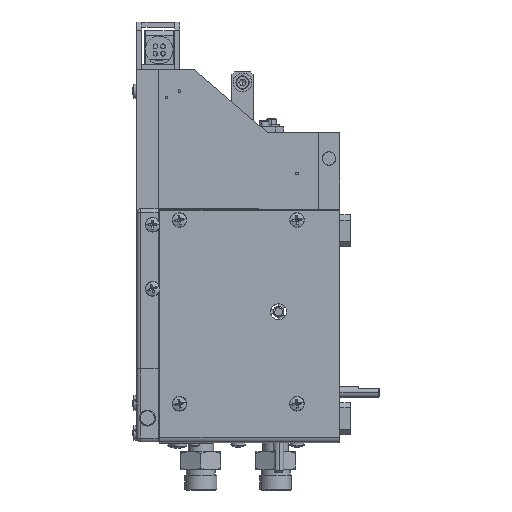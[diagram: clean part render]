
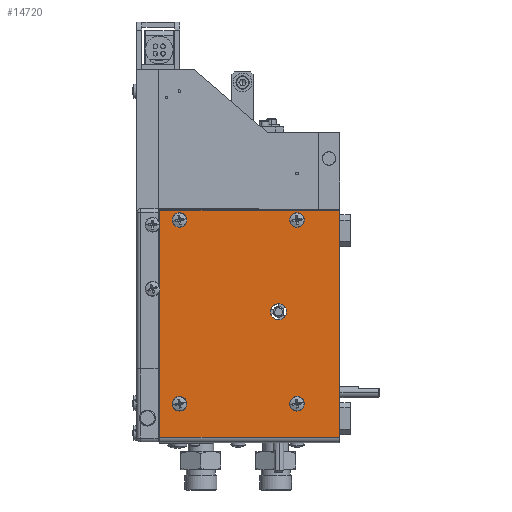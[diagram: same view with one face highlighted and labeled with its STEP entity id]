
A CAD part, left-side view. The second image highlights one B-rep face of the part: STEP entity #14720.
In plain terms, the highlighted planar face has unit normal (-1, 0, 0).
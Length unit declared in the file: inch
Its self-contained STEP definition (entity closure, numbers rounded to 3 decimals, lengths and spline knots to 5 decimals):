
#595 = ORIENTED_EDGE ( 'NONE', *, *, #75892, .T. ) ;
#880 = VECTOR ( 'NONE', #88560, 39.37008 ) ;
#1567 = CARTESIAN_POINT ( 'NONE',  ( -15.6449, 5.9793, -5.08457 ) ) ;
#2193 = ORIENTED_EDGE ( 'NONE', *, *, #59563, .F. ) ;
#2631 = AXIS2_PLACEMENT_3D ( 'NONE', #29027, #28831, #28716 ) ;
#5215 = ORIENTED_EDGE ( 'NONE', *, *, #65663, .F. ) ;
#5306 = ORIENTED_EDGE ( 'NONE', *, *, #60437, .T. ) ;
#5815 = LINE ( 'NONE', #95532, #60859 ) ;
#6875 = VERTEX_POINT ( 'NONE', #65939 ) ;
#7326 = VERTEX_POINT ( 'NONE', #36983 ) ;
#7335 = DIRECTION ( 'NONE',  ( 0., 0., -1. ) ) ;
#7450 = DIRECTION ( 'NONE',  ( 1., 0., 0. ) ) ;
#7535 = CARTESIAN_POINT ( 'NONE',  ( -15.6449, 5.9793, -4.98957 ) ) ;
#7917 = CIRCLE ( 'NONE', #55791, 0.095 ) ;
#7944 = VERTEX_POINT ( 'NONE', #52030 ) ;
#8562 = CARTESIAN_POINT ( 'NONE',  ( -15.6449, 5.9793, -4.89457 ) ) ;
#10595 = DIRECTION ( 'NONE',  ( 0., -1., 0. ) ) ;
#10718 = VERTEX_POINT ( 'NONE', #76380 ) ;
#10729 = CARTESIAN_POINT ( 'NONE',  ( -15.6449, 9.1873, -0.45957 ) ) ;
#11010 = EDGE_LOOP ( 'NONE', ( #95597, #95941 ) ) ;
#11869 = DIRECTION ( 'NONE',  ( 1., 0., 0. ) ) ;
#12630 = AXIS2_PLACEMENT_3D ( 'NONE', #80340, #80225, #80215 ) ;
#12835 = CIRCLE ( 'NONE', #12630, 0.095 ) ;
#14219 = VERTEX_POINT ( 'NONE', #90661 ) ;
#14720 = ADVANCED_FACE ( 'NONE', ( #74360, #73629, #74695, #74251, #73898, #73616 ), #65885, .F. ) ;
#17456 = DIRECTION ( 'NONE',  ( 0., 0., -1. ) ) ;
#17470 = DIRECTION ( 'NONE',  ( 1., 0., 0. ) ) ;
#17672 = CARTESIAN_POINT ( 'NONE',  ( -15.6449, 8.7293, -0.68957 ) ) ;
#17972 = AXIS2_PLACEMENT_3D ( 'NONE', #65263, #65154, #64956 ) ;
#19212 = CARTESIAN_POINT ( 'NONE',  ( -15.6449, 8.7293, -4.89457 ) ) ;
#20952 = LINE ( 'NONE', #88251, #880 ) ;
#21262 = VECTOR ( 'NONE', #38098, 39.37008 ) ;
#21779 = CIRCLE ( 'NONE', #2631, 0.095 ) ;
#22048 = EDGE_LOOP ( 'NONE', ( #84636, #86026 ) ) ;
#22583 = CARTESIAN_POINT ( 'NONE',  ( -15.6449, 4.9873, -0.45957 ) ) ;
#23292 = AXIS2_PLACEMENT_3D ( 'NONE', #49808, #49786, #49283 ) ;
#24669 = CARTESIAN_POINT ( 'NONE',  ( -15.6449, 8.7293, -5.08457 ) ) ;
#26101 = VECTOR ( 'NONE', #10595, 39.37008 ) ;
#26217 = CIRCLE ( 'NONE', #29917, 0.095 ) ;
#28194 = AXIS2_PLACEMENT_3D ( 'NONE', #63771, #63570, #63464 ) ;
#28716 = DIRECTION ( 'NONE',  ( 0., 0., -1. ) ) ;
#28831 = DIRECTION ( 'NONE',  ( 1., 0., 0. ) ) ;
#29027 = CARTESIAN_POINT ( 'NONE',  ( -15.6449, 8.7293, -4.98957 ) ) ;
#29917 = AXIS2_PLACEMENT_3D ( 'NONE', #56574, #11869, #64088 ) ;
#30674 = CIRCLE ( 'NONE', #28194, 0.095 ) ;
#33258 = CARTESIAN_POINT ( 'NONE',  ( -15.6449, 8.7293, -0.59457 ) ) ;
#36983 = CARTESIAN_POINT ( 'NONE',  ( -15.6449, 6.4113, -2.65207 ) ) ;
#37061 = CARTESIAN_POINT ( 'NONE',  ( -15.6449, 9.1873, -5.83957 ) ) ;
#38098 = DIRECTION ( 'NONE',  ( 0., 0., 1. ) ) ;
#38844 = AXIS2_PLACEMENT_3D ( 'NONE', #17672, #17470, #17456 ) ;
#44296 = CARTESIAN_POINT ( 'NONE',  ( -15.6449, 8.7293, -0.78457 ) ) ;
#46049 = CIRCLE ( 'NONE', #54096, 0.095 ) ;
#48462 = EDGE_LOOP ( 'NONE', ( #89367, #90866 ) ) ;
#48725 = VERTEX_POINT ( 'NONE', #54258 ) ;
#48909 = VERTEX_POINT ( 'NONE', #44296 ) ;
#49283 = DIRECTION ( 'NONE',  ( 0., 0., -1. ) ) ;
#49786 = DIRECTION ( 'NONE',  ( 1., 0., 0. ) ) ;
#49801 = EDGE_LOOP ( 'NONE', ( #92609, #94417 ) ) ;
#49808 = CARTESIAN_POINT ( 'NONE',  ( -15.6449, 5.9793, -0.68957 ) ) ;
#49984 = EDGE_LOOP ( 'NONE', ( #87824, #89013 ) ) ;
#51070 = EDGE_LOOP ( 'NONE', ( #595, #2193, #5215, #5306 ) ) ;
#51162 = CIRCLE ( 'NONE', #91999, 0.1875 ) ;
#52030 = CARTESIAN_POINT ( 'NONE',  ( -15.6449, 9.1873, -5.77957 ) ) ;
#54096 = AXIS2_PLACEMENT_3D ( 'NONE', #7535, #7450, #7335 ) ;
#54258 = CARTESIAN_POINT ( 'NONE',  ( -15.6449, 5.9793, -0.78457 ) ) ;
#55791 = AXIS2_PLACEMENT_3D ( 'NONE', #68580, #68560, #68448 ) ;
#56574 = CARTESIAN_POINT ( 'NONE',  ( -15.6449, 5.9793, -4.98957 ) ) ;
#57495 = VERTEX_POINT ( 'NONE', #1567 ) ;
#57939 = EDGE_CURVE ( 'NONE', #7326, #10718, #51162, .T. ) ;
#58970 = DIRECTION ( 'NONE',  ( 0., 0., 1. ) ) ;
#59153 = VERTEX_POINT ( 'NONE', #33258 ) ;
#59343 = VERTEX_POINT ( 'NONE', #24669 ) ;
#59563 = EDGE_CURVE ( 'NONE', #14219, #93162, #82774, .T. ) ;
#60435 = VERTEX_POINT ( 'NONE', #88462 ) ;
#60437 = EDGE_CURVE ( 'NONE', #7944, #6875, #20952, .T. ) ;
#60859 = VECTOR ( 'NONE', #58970, 39.37008 ) ;
#63464 = DIRECTION ( 'NONE',  ( 0., 0., -1. ) ) ;
#63570 = DIRECTION ( 'NONE',  ( 1., 0., 0. ) ) ;
#63771 = CARTESIAN_POINT ( 'NONE',  ( -15.6449, 8.7293, -0.68957 ) ) ;
#64088 = DIRECTION ( 'NONE',  ( 0., 0., -1. ) ) ;
#64956 = DIRECTION ( 'NONE',  ( 0., 0., -1. ) ) ;
#65154 = DIRECTION ( 'NONE',  ( 1., 0., 0. ) ) ;
#65263 = CARTESIAN_POINT ( 'NONE',  ( -15.6449, 9.1873, -5.83957 ) ) ;
#65663 = EDGE_CURVE ( 'NONE', #7944, #14219, #82699, .T. ) ;
#65885 = PLANE ( 'NONE',  #17972 ) ;
#65939 = CARTESIAN_POINT ( 'NONE',  ( -15.6449, 4.9873, -5.77957 ) ) ;
#68241 = VERTEX_POINT ( 'NONE', #19212 ) ;
#68448 = DIRECTION ( 'NONE',  ( 0., 0., -1. ) ) ;
#68560 = DIRECTION ( 'NONE',  ( 1., 0., 0. ) ) ;
#68580 = CARTESIAN_POINT ( 'NONE',  ( -15.6449, 8.7293, -4.98957 ) ) ;
#68922 = VERTEX_POINT ( 'NONE', #8562 ) ;
#71256 = EDGE_CURVE ( 'NONE', #10718, #7326, #80574, .T. ) ;
#71541 = EDGE_CURVE ( 'NONE', #48909, #59153, #30674, .T. ) ;
#72359 = EDGE_CURVE ( 'NONE', #59153, #48909, #75624, .T. ) ;
#72780 = EDGE_CURVE ( 'NONE', #48725, #60435, #90738, .T. ) ;
#73221 = EDGE_CURVE ( 'NONE', #60435, #48725, #12835, .T. ) ;
#73480 = EDGE_CURVE ( 'NONE', #59343, #68241, #7917, .T. ) ;
#73616 = FACE_OUTER_BOUND ( 'NONE', #51070, .T. ) ;
#73629 = FACE_BOUND ( 'NONE', #49984, .T. ) ;
#73898 = FACE_BOUND ( 'NONE', #11010, .T. ) ;
#74159 = EDGE_CURVE ( 'NONE', #68241, #59343, #21779, .T. ) ;
#74251 = FACE_BOUND ( 'NONE', #49801, .T. ) ;
#74360 = FACE_BOUND ( 'NONE', #22048, .T. ) ;
#74580 = EDGE_CURVE ( 'NONE', #57495, #68922, #46049, .T. ) ;
#74695 = FACE_BOUND ( 'NONE', #48462, .T. ) ;
#75327 = EDGE_CURVE ( 'NONE', #68922, #57495, #26217, .T. ) ;
#75624 = CIRCLE ( 'NONE', #38844, 0.095 ) ;
#75892 = EDGE_CURVE ( 'NONE', #6875, #93162, #5815, .T. ) ;
#76056 = DIRECTION ( 'NONE',  ( 0., 0., -1. ) ) ;
#76070 = DIRECTION ( 'NONE',  ( 1., 0., 0. ) ) ;
#76194 = CARTESIAN_POINT ( 'NONE',  ( -15.6449, 6.4113, -2.83957 ) ) ;
#76380 = CARTESIAN_POINT ( 'NONE',  ( -15.6449, 6.4113, -3.02707 ) ) ;
#80215 = DIRECTION ( 'NONE',  ( 0., 0., -1. ) ) ;
#80225 = DIRECTION ( 'NONE',  ( 1., 0., 0. ) ) ;
#80340 = CARTESIAN_POINT ( 'NONE',  ( -15.6449, 5.9793, -0.68957 ) ) ;
#80574 = CIRCLE ( 'NONE', #96098, 0.1875 ) ;
#82699 = LINE ( 'NONE', #37061, #21262 ) ;
#82774 = LINE ( 'NONE', #10729, #26101 ) ;
#84636 = ORIENTED_EDGE ( 'NONE', *, *, #71541, .T. ) ;
#86026 = ORIENTED_EDGE ( 'NONE', *, *, #72359, .T. ) ;
#87824 = ORIENTED_EDGE ( 'NONE', *, *, #72780, .T. ) ;
#88251 = CARTESIAN_POINT ( 'NONE',  ( -15.6449, 9.1873, -5.77957 ) ) ;
#88462 = CARTESIAN_POINT ( 'NONE',  ( -15.6449, 5.9793, -0.59457 ) ) ;
#88560 = DIRECTION ( 'NONE',  ( 0., -1., 0. ) ) ;
#89013 = ORIENTED_EDGE ( 'NONE', *, *, #73221, .T. ) ;
#89367 = ORIENTED_EDGE ( 'NONE', *, *, #73480, .T. ) ;
#90661 = CARTESIAN_POINT ( 'NONE',  ( -15.6449, 9.1873, -0.45957 ) ) ;
#90738 = CIRCLE ( 'NONE', #23292, 0.095 ) ;
#90866 = ORIENTED_EDGE ( 'NONE', *, *, #74159, .T. ) ;
#91999 = AXIS2_PLACEMENT_3D ( 'NONE', #92582, #92483, #92397 ) ;
#92397 = DIRECTION ( 'NONE',  ( 0., 0., -1. ) ) ;
#92483 = DIRECTION ( 'NONE',  ( 1., 0., 0. ) ) ;
#92582 = CARTESIAN_POINT ( 'NONE',  ( -15.6449, 6.4113, -2.83957 ) ) ;
#92609 = ORIENTED_EDGE ( 'NONE', *, *, #71256, .T. ) ;
#93162 = VERTEX_POINT ( 'NONE', #22583 ) ;
#94417 = ORIENTED_EDGE ( 'NONE', *, *, #57939, .T. ) ;
#95532 = CARTESIAN_POINT ( 'NONE',  ( -15.6449, 4.9873, -5.83957 ) ) ;
#95597 = ORIENTED_EDGE ( 'NONE', *, *, #74580, .T. ) ;
#95941 = ORIENTED_EDGE ( 'NONE', *, *, #75327, .T. ) ;
#96098 = AXIS2_PLACEMENT_3D ( 'NONE', #76194, #76070, #76056 ) ;
